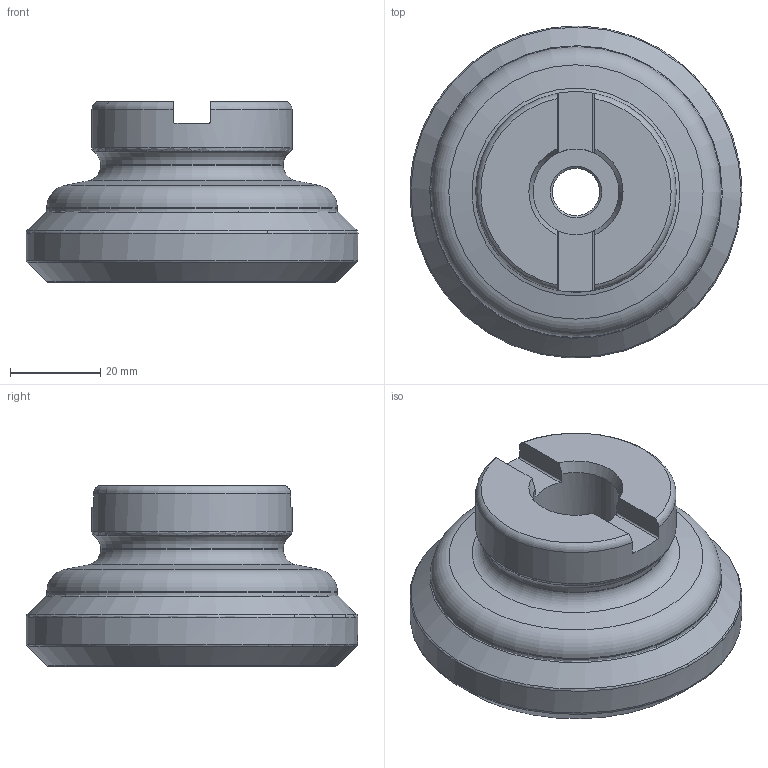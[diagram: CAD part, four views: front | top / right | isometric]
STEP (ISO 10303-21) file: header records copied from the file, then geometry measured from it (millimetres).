
FILE_DESCRIPTION(/* description */ (''),/* implementation_level */ '2;1');
FILE_NAME(/* name */ 'E-Catalogue-F43-ODMT06-D250Z5S075I.stp',/* time_stamp */ '2023-05-19T14:33:17+09:00',/* author */ (''),/* organization */ (''),/* preprocessor_version */ 'ST-DEVELOPER v16',/* originating_system */ 'SIEMENS PLM Software NX 10.0',/* authorisation */ '');
FILE_SCHEMA (('AP203_CONFIGURATION_CONTROLLED_3D_DESIGN_OF_MECHANICAL_PARTS_AND_ASSEMBLIES_MIM_LF { 1 0 10303 403 2 1 2}'));
Length unit declared in the file: millimetre
Products named in the file (1): 10224B54D97Bw4jj
Bounding box: 73.58 x 73.56 x 40 mm (x, y, z)
Volume: 84199 mm3; surface area: 24954 mm2
Topology: 1 solids, 2 shells, 65 faces, 183 edges, 138 vertices
Faces by surface type: revolution 25, torus 12, plane 12, cylinder 11, cone 5
Full cylindrical faces by diameter (mm): 10.49 x1, 16.002 x1, 19.05 x1, 20.05 x1, 40.45 x1, 44.45 x1, 64.4 x1
Entity records: 2087 total; most frequent: CARTESIAN_POINT 740, DIRECTION 241, ORIENTED_EDGE 192, EDGE_LOOP 114, FACE_BOUND 98, EDGE_CURVE 96, AXIS2_PLACEMENT_3D 94, VERTEX_POINT 80
